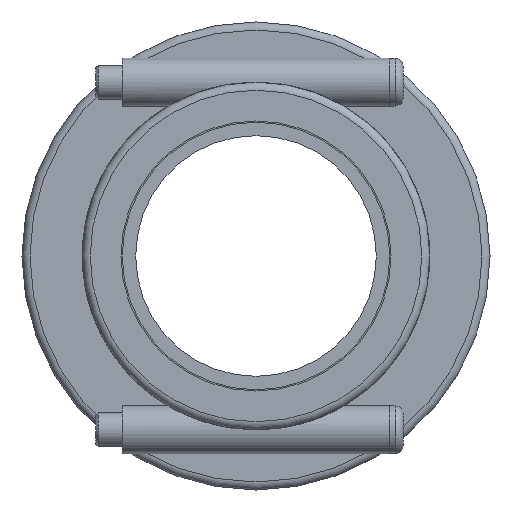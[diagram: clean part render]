
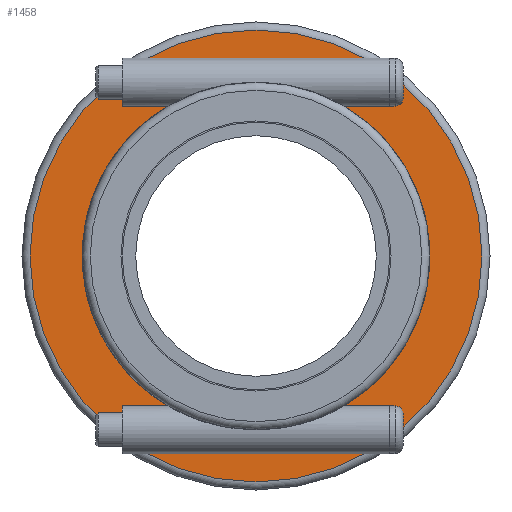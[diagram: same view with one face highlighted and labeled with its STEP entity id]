
A CAD part, left-side view. The second image highlights one B-rep face of the part: STEP entity #1458.
In plain terms, the highlighted planar face has unit normal (-1, 0, 0).
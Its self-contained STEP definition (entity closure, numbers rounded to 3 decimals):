
#29=PLANE('',#1642);
#89=FACE_BOUND('',#411,.T.);
#246=FACE_OUTER_BOUND('',#410,.T.);
#410=EDGE_LOOP('',(#1160));
#411=EDGE_LOOP('',(#1161,#1162,#1163,#1164,#1165,#1166,#1167,#1168,#1169,
#1170));
#573=LINE('',#2284,#581);
#574=LINE('',#2286,#582);
#575=LINE('',#2603,#583);
#576=LINE('',#2605,#584);
#581=VECTOR('',#1783,80.);
#582=VECTOR('',#1784,80.);
#583=VECTOR('',#1871,80.);
#584=VECTOR('',#1872,80.);
#602=CIRCLE('',#1557,104.);
#640=CIRCLE('',#1630,104.);
#644=CIRCLE('',#1638,135.2);
#711=VERTEX_POINT('',#2281);
#712=VERTEX_POINT('',#2283);
#713=VERTEX_POINT('',#2285);
#733=VERTEX_POINT('',#2528);
#742=VERTEX_POINT('',#2601);
#743=VERTEX_POINT('',#2604);
#774=VERTEX_POINT('',#2744);
#850=EDGE_CURVE('',#712,#711,#573,.T.);
#851=EDGE_CURVE('',#713,#712,#574,.T.);
#876=EDGE_CURVE('',#733,#712,#602,.T.);
#889=EDGE_CURVE('',#733,#742,#575,.T.);
#890=EDGE_CURVE('',#743,#733,#576,.T.);
#922=EDGE_CURVE('',#712,#733,#640,.T.);
#926=EDGE_CURVE('',#774,#774,#644,.T.);
#1160=ORIENTED_EDGE('',*,*,#926,.F.);
#1161=ORIENTED_EDGE('',*,*,#876,.T.);
#1162=ORIENTED_EDGE('',*,*,#851,.F.);
#1163=ORIENTED_EDGE('',*,*,#851,.T.);
#1164=ORIENTED_EDGE('',*,*,#850,.T.);
#1165=ORIENTED_EDGE('',*,*,#850,.F.);
#1166=ORIENTED_EDGE('',*,*,#922,.T.);
#1167=ORIENTED_EDGE('',*,*,#890,.F.);
#1168=ORIENTED_EDGE('',*,*,#890,.T.);
#1169=ORIENTED_EDGE('',*,*,#889,.T.);
#1170=ORIENTED_EDGE('',*,*,#889,.F.);
#1458=ADVANCED_FACE('',(#246,#89),#29,.F.);
#1557=AXIS2_PLACEMENT_3D('',#2529,#1833,#1834);
#1630=AXIS2_PLACEMENT_3D('',#2733,#1981,#1982);
#1638=AXIS2_PLACEMENT_3D('',#2745,#1997,#1998);
#1642=AXIS2_PLACEMENT_3D('',#2751,#2005,#2006);
#1783=DIRECTION('',(0.,1.,0.));
#1784=DIRECTION('',(0.,1.,0.));
#1833=DIRECTION('center_axis',(1.,0.,0.));
#1834=DIRECTION('ref_axis',(0.,0.,-1.));
#1871=DIRECTION('',(0.,-1.,0.));
#1872=DIRECTION('',(0.,-1.,0.));
#1981=DIRECTION('center_axis',(1.,0.,0.));
#1982=DIRECTION('ref_axis',(0.,0.,-1.));
#1997=DIRECTION('center_axis',(1.,0.,0.));
#1998=DIRECTION('ref_axis',(0.,-1.,0.));
#2005=DIRECTION('center_axis',(1.,0.,0.));
#2006=DIRECTION('ref_axis',(0.,0.,-1.));
#2281=CARTESIAN_POINT('',(-158.,80.,-104.));
#2283=CARTESIAN_POINT('',(-158.,0.,-104.));
#2284=CARTESIAN_POINT('',(-158.,0.,-104.));
#2285=CARTESIAN_POINT('',(-158.,-80.,-104.));
#2286=CARTESIAN_POINT('',(-158.,0.,-104.));
#2528=CARTESIAN_POINT('',(-158.,0.,104.));
#2529=CARTESIAN_POINT('Origin',(-158.,0.,0.));
#2601=CARTESIAN_POINT('',(-158.,-80.,104.));
#2603=CARTESIAN_POINT('',(-158.,0.,104.));
#2604=CARTESIAN_POINT('',(-158.,80.,104.));
#2605=CARTESIAN_POINT('',(-158.,0.,104.));
#2733=CARTESIAN_POINT('Origin',(-158.,0.,0.));
#2744=CARTESIAN_POINT('',(-158.,135.2,0.));
#2745=CARTESIAN_POINT('Origin',(-158.,0.,0.));
#2751=CARTESIAN_POINT('Origin',(-158.,104.,0.));
